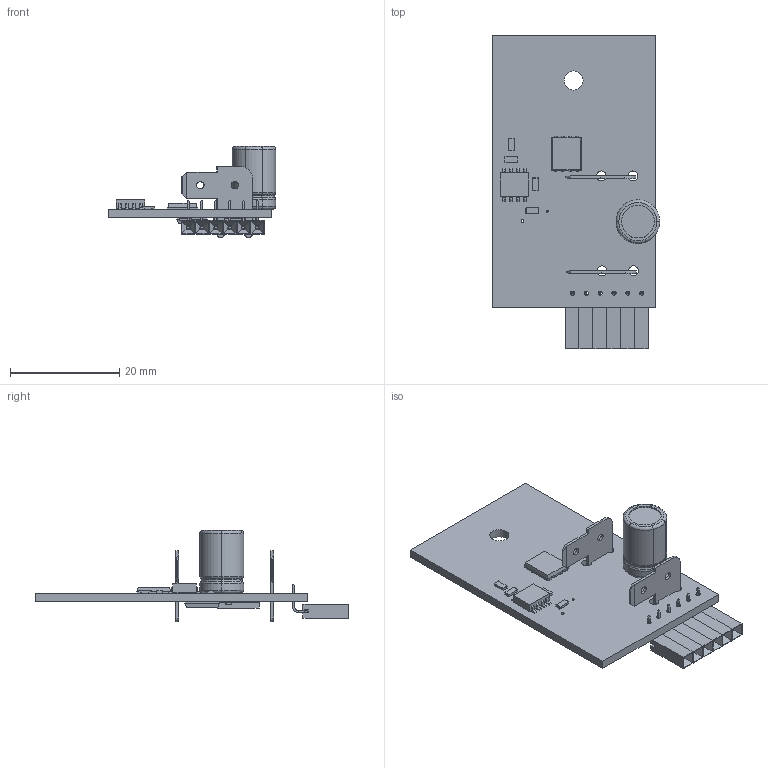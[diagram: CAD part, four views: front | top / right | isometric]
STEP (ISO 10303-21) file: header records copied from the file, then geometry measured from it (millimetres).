
FILE_DESCRIPTION(('PCB Model'),'2;1');
FILE_NAME('carte_transistors_v2.STEP', '2020-05-17T10:55:38',('xoxox'),('Unspecified'), 'Open CASCADE STEP processor 6.8','Proteus','Unknown');
FILE_SCHEMA(('AUTOMOTIVE_DESIGN { 1 0 10303 214 1 1 1 1 }'));
Length unit declared in the file: millimetre
Products named in the file (57): Open CASCADE STEP translator 6.8 1; Layer_1; T1; Open CASCADE STEP translator 6.8 1.2.1; Body_1; =>[0:1:1:3]; =>[0:1:1:4]; =>[0:1:1:5]; =>[0:1:1:6]; =>[0:1:1:7]; =>[0:1:1:8]; T2; Open CASCADE STEP translator 6.8 1.3.1; CON_BAT; Open CASCADE STEP translator 6.8 1.4.1; CON_GND; Open CASCADE STEP translator 6.8 1.5.1; R_SHUNT; Open CASCADE STEP translator 6.8 1.6.1; Pin_1; Pin_2; U_DRV3; Open CASCADE STEP translator 6.8 1.7.1; Pin_3; Pin_4; Pin_5; Pin_6; Pin_7; Pin_8; C_BOOT3; Open CASCADE STEP translator 6.8 1.8.1; C_DEC_DRV3; RH1; Open CASCADE STEP translator 6.8 1.10.1; CON_IO; Open CASCADE STEP translator 6.8 1.11.1; RGH; RGL; C_IN1; Open CASCADE STEP translator 6.8 1.14.1
Assembly tree (64 placements, depth 7):
  Open CASCADE STEP translator 6.8 1
    Layer_1
    T1
      Open CASCADE STEP translator 6.8 1.2.1
        Body_1
          =>[0:1:1:3]
          =>[0:1:1:4]
          =>[0:1:1:5]
          =>[0:1:1:6]
          =>[0:1:1:7]
          =>[0:1:1:8]
    T2
      Open CASCADE STEP translator 6.8 1.3.1
        Body_1
          =>[0:1:1:3]
          =>[0:1:1:4]
          =>[0:1:1:5]
          =>[0:1:1:6]
          =>[0:1:1:7]
          =>[0:1:1:8]
    CON_BAT
      Open CASCADE STEP translator 6.8 1.4.1
        Body_1
    CON_GND
      Open CASCADE STEP translator 6.8 1.5.1
        Body_1
    R_SHUNT
      Open CASCADE STEP translator 6.8 1.6.1
        Body_1
        Pin_1
        Pin_2
    U_DRV3
      Open CASCADE STEP translator 6.8 1.7.1
        Body_1
        Pin_1
        Pin_2
        Pin_3
        Pin_4
        Pin_5
        Pin_6
        Pin_7
        Pin_8
    C_BOOT3
      Open CASCADE STEP translator 6.8 1.8.1
        Body_1
        Pin_1
        Pin_2
    C_DEC_DRV3
      Open CASCADE STEP translator 6.8 1.8.1
        Body_1
        Pin_1
        Pin_2
    RH1
      Open CASCADE STEP translator 6.8 1.10.1
        Body_1
        Pin_1
        Pin_2
    CON_IO
      Open CASCADE STEP translator 6.8 1.11.1
        Body_1
Bounding box: 30.7 x 57.5 x 16.71 mm (x, y, z)
Volume: 3457.3 mm3; surface area: 5698 mm2
Topology: 55 solids, 55 shells, 916 faces, 2328 edges, 1518 vertices
Faces by surface type: plane 684, cylinder 208, torus 24
Entity records: 15478 total; most frequent: CARTESIAN_POINT 2477, DIRECTION 2273, ORIENTED_EDGE 2152, EDGE_CURVE 1076, AXIS2_PLACEMENT_3D 778, LINE 717, VECTOR 717, VERTEX_POINT 706
